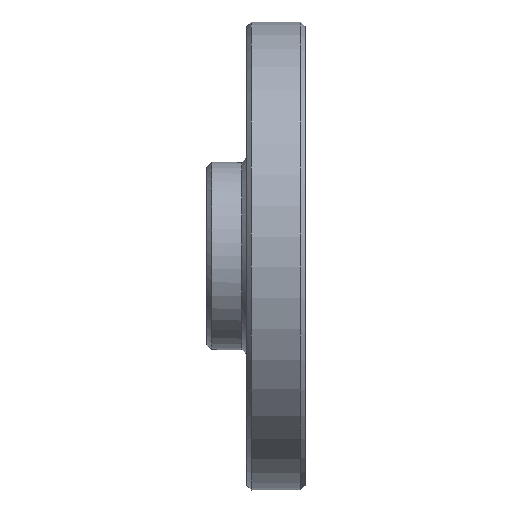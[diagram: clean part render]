
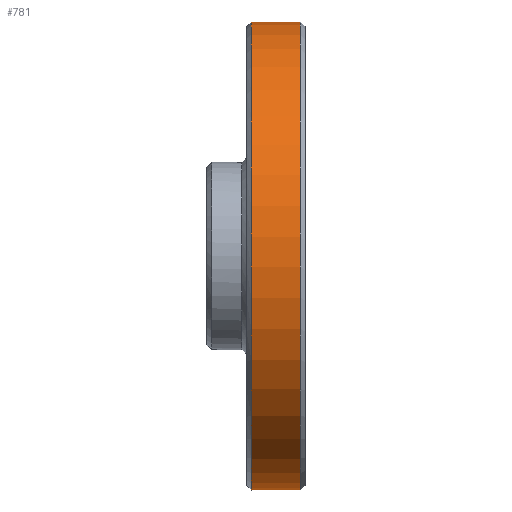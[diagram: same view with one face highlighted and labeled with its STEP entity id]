
A CAD part, top view. The second image highlights one B-rep face of the part: STEP entity #781.
In plain terms, the highlighted cylindrical face has radius 10 mm (diameter 20 mm), a partial arc.
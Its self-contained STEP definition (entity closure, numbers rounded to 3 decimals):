
#16 = VERTEX_POINT ( 'NONE', #321 ) ;
#43 = DIRECTION ( 'NONE',  ( 1., 0., 0. ) ) ;
#51 = CARTESIAN_POINT ( 'NONE',  ( 30.699, -72.984, 101.582 ) ) ;
#104 = CARTESIAN_POINT ( 'NONE',  ( 32.799, -62.984, 91.582 ) ) ;
#106 = ORIENTED_EDGE ( 'NONE', *, *, #447, .T. ) ;
#132 = ORIENTED_EDGE ( 'NONE', *, *, #878, .F. ) ;
#154 = ORIENTED_EDGE ( 'NONE', *, *, #385, .T. ) ;
#172 = CARTESIAN_POINT ( 'NONE',  ( 30.699, -62.984, 91.582 ) ) ;
#227 = CARTESIAN_POINT ( 'NONE',  ( 32.799, -82.984, 91.582 ) ) ;
#267 = CARTESIAN_POINT ( 'NONE',  ( 31.749, -72.984, 91.582 ) ) ;
#278 = CARTESIAN_POINT ( 'NONE',  ( 30.699, -82.984, 101.582 ) ) ;
#288 = CARTESIAN_POINT ( 'NONE',  ( 32.799, -62.984, 101.582 ) ) ;
#290 = EDGE_LOOP ( 'NONE', ( #106, #154, #856, #132 ) ) ;
#321 = CARTESIAN_POINT ( 'NONE',  ( 30.699, -82.984, 91.582 ) ) ;
#338 = EDGE_CURVE ( 'NONE', #922, #16, #737, .T. ) ;
#347 = FACE_OUTER_BOUND ( 'NONE', #290, .T. ) ;
#350 = CARTESIAN_POINT ( 'NONE',  ( 30.699, -82.984, 91.582 ) ) ;
#351 = DIRECTION ( 'NONE',  ( 0., 1., 0. ) ) ;
#364 = CARTESIAN_POINT ( 'NONE',  ( 32.799, -72.984, 101.582 ) ) ;
#385 = EDGE_CURVE ( 'NONE', #601, #16, #392, .T. ) ;
#392 =( BOUNDED_CURVE ( )  B_SPLINE_CURVE ( 2, ( #647, #800, #51, #278, #350 ),
 .UNSPECIFIED., .F., .F. ) 
 B_SPLINE_CURVE_WITH_KNOTS ( ( 3, 2, 3 ),
 ( 30.788, 46.181, 61.575 ),
 .UNSPECIFIED. ) 
 CURVE ( )  GEOMETRIC_REPRESENTATION_ITEM ( )  RATIONAL_B_SPLINE_CURVE ( ( 1., 0.707, 1., 0.707, 1. ) ) 
 REPRESENTATION_ITEM ( '' )  );
#447 = EDGE_CURVE ( 'NONE', #532, #601, #460, .T. ) ;
#460 = B_SPLINE_CURVE_WITH_KNOTS ( 'NONE', 1,
 ( #104, #172 ),
 .UNSPECIFIED., .F., .F.,
 ( 2, 2 ),
 ( 0.2, 2.3 ),
 .UNSPECIFIED. ) ;
#518 = CYLINDRICAL_SURFACE ( 'NONE', #702, 10. ) ;
#532 = VERTEX_POINT ( 'NONE', #645 ) ;
#601 = VERTEX_POINT ( 'NONE', #671 ) ;
#645 = CARTESIAN_POINT ( 'NONE',  ( 32.799, -62.984, 91.582 ) ) ;
#647 = CARTESIAN_POINT ( 'NONE',  ( 30.699, -62.984, 91.582 ) ) ;
#648 =( BOUNDED_CURVE ( )  B_SPLINE_CURVE ( 2, ( #889, #288, #364, #670, #227 ),
 .UNSPECIFIED., .F., .F. ) 
 B_SPLINE_CURVE_WITH_KNOTS ( ( 3, 2, 3 ),
 ( 30.788, 46.181, 61.575 ),
 .UNSPECIFIED. ) 
 CURVE ( )  GEOMETRIC_REPRESENTATION_ITEM ( )  RATIONAL_B_SPLINE_CURVE ( ( 1., 0.707, 1., 0.707, 1. ) ) 
 REPRESENTATION_ITEM ( '' )  );
#670 = CARTESIAN_POINT ( 'NONE',  ( 32.799, -82.984, 101.582 ) ) ;
#671 = CARTESIAN_POINT ( 'NONE',  ( 30.699, -62.984, 91.582 ) ) ;
#702 = AXIS2_PLACEMENT_3D ( 'NONE', #267, #43, #351 ) ;
#737 = B_SPLINE_CURVE_WITH_KNOTS ( 'NONE', 1,
 ( #862, #912 ),
 .UNSPECIFIED., .F., .F.,
 ( 2, 2 ),
 ( 0.2, 2.3 ),
 .UNSPECIFIED. ) ;
#781 = ADVANCED_FACE ( 'NONE', ( #347 ), #518, .T. ) ;
#800 = CARTESIAN_POINT ( 'NONE',  ( 30.699, -62.984, 101.582 ) ) ;
#818 = CARTESIAN_POINT ( 'NONE',  ( 32.799, -82.984, 91.582 ) ) ;
#856 = ORIENTED_EDGE ( 'NONE', *, *, #338, .F. ) ;
#862 = CARTESIAN_POINT ( 'NONE',  ( 32.799, -82.984, 91.582 ) ) ;
#878 = EDGE_CURVE ( 'NONE', #532, #922, #648, .T. ) ;
#889 = CARTESIAN_POINT ( 'NONE',  ( 32.799, -62.984, 91.582 ) ) ;
#912 = CARTESIAN_POINT ( 'NONE',  ( 30.699, -82.984, 91.582 ) ) ;
#922 = VERTEX_POINT ( 'NONE', #818 ) ;
